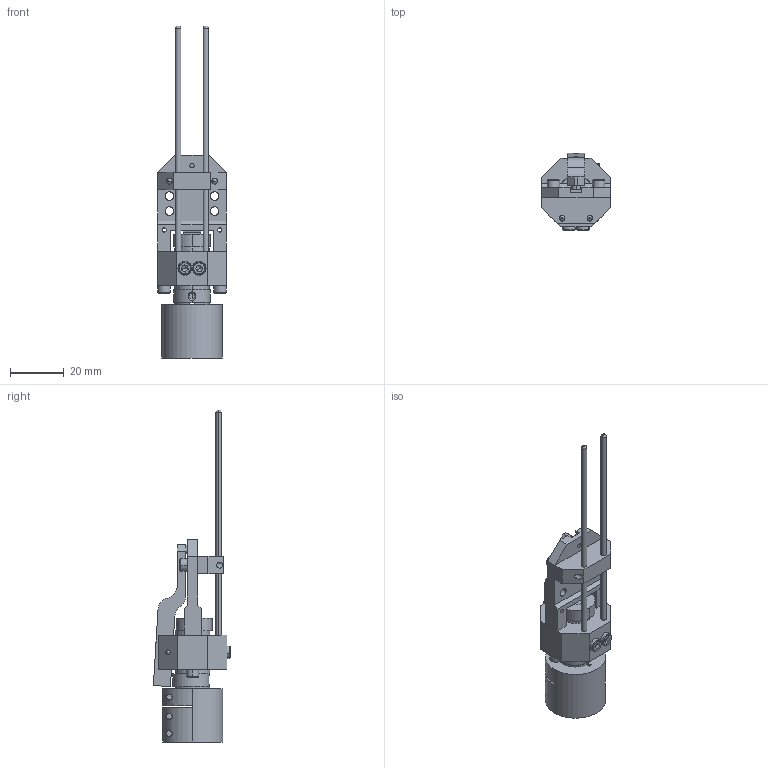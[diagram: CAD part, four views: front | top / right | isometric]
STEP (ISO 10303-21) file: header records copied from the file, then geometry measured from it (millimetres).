
FILE_DESCRIPTION (( 'STEP AP214' ), '1' );
FILE_NAME ('SN104049-01, FLAG STYLE FORK ASSEMBLY.STEP', '2020-05-07T18:42:42', ( '' ), ( '' ), 'SwSTEP 2.0', 'SolidWorks 2010', '' );
FILE_SCHEMA (( 'AUTOMOTIVE_DESIGN' ));
Length unit declared in the file: inch
Products named in the file (1): SN104049-01, FLAG STYLE FORK ASSEMBLY
Bounding box: 25.4 x 28.67 x 123.18 mm (x, y, z)
Surface area: 12607.9 mm2 (no closed solid volume)
Topology: 0 solids, 27 shells, 344 faces, 992 edges, 631 vertices
Faces by surface type: plane 176, cylinder 116, cone 48, torus 4
Entity records: 16074 total; most frequent: CARTESIAN_POINT 2503, DIRECTION 1981, ORIENTED_EDGE 1686, EDGE_CURVE 972, AXIS2_PLACEMENT_3D 701, VERTEX_POINT 631, VECTOR 579, LINE 579
